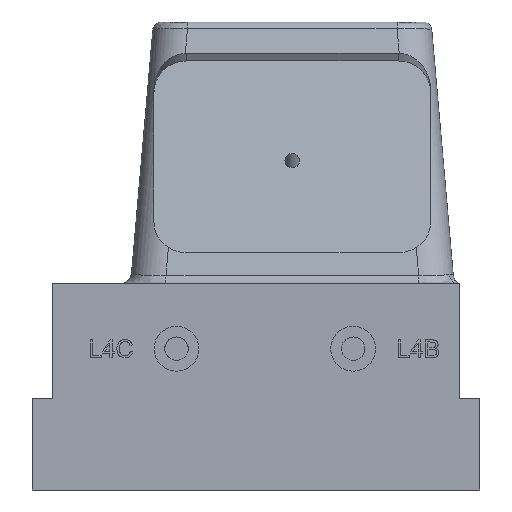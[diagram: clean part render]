
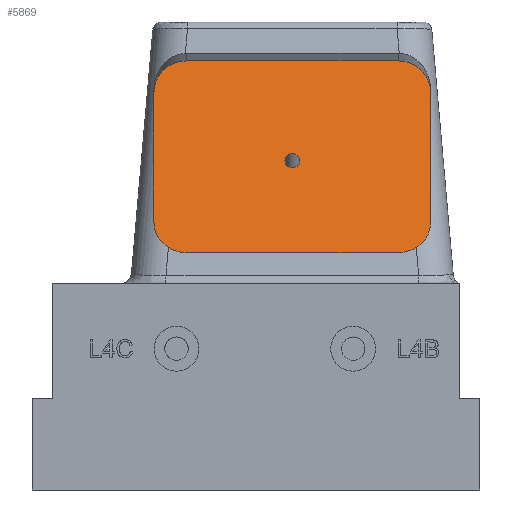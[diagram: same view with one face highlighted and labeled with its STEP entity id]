
A CAD part, front view. The second image highlights one B-rep face of the part: STEP entity #5869.
In plain terms, the highlighted planar face has unit normal (0, -0.966, 0.259).
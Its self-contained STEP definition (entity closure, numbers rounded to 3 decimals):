
#5869=ADVANCED_FACE('',(#7563,#7564),#6278,.F.);
#6278=PLANE('',#16104);
#6577=CIRCLE('',#16099,2.505);
#6578=CIRCLE('',#16100,11.);
#6579=CIRCLE('',#16101,11.);
#6580=CIRCLE('',#16102,11.);
#6581=CIRCLE('',#16103,11.);
#7563=FACE_BOUND('',#7994,.T.);
#7564=FACE_BOUND('',#7995,.T.);
#7994=EDGE_LOOP('',(#10293));
#7995=EDGE_LOOP('',(#10294,#10295,#10296,#10297,#10298,#10299,#10300,#10301));
#10293=ORIENTED_EDGE('',*,*,#13857,.T.);
#10294=ORIENTED_EDGE('',*,*,#13846,.F.);
#10295=ORIENTED_EDGE('',*,*,#13858,.T.);
#10296=ORIENTED_EDGE('',*,*,#13855,.F.);
#10297=ORIENTED_EDGE('',*,*,#13859,.T.);
#10298=ORIENTED_EDGE('',*,*,#13851,.F.);
#10299=ORIENTED_EDGE('',*,*,#13860,.T.);
#10300=ORIENTED_EDGE('',*,*,#13849,.F.);
#10301=ORIENTED_EDGE('',*,*,#13861,.T.);
#12452=VERTEX_POINT('',#34583);
#12453=VERTEX_POINT('',#34585);
#12454=VERTEX_POINT('',#34589);
#12455=VERTEX_POINT('',#34591);
#12456=VERTEX_POINT('',#34595);
#12457=VERTEX_POINT('',#34596);
#12458=VERTEX_POINT('',#34601);
#12459=VERTEX_POINT('',#34603);
#12460=VERTEX_POINT('',#34607);
#13846=EDGE_CURVE('',#12452,#12453,#14775,.T.);
#13849=EDGE_CURVE('',#12454,#12455,#14778,.T.);
#13851=EDGE_CURVE('',#12456,#12457,#14780,.T.);
#13855=EDGE_CURVE('',#12458,#12459,#14784,.T.);
#13857=EDGE_CURVE('',#12460,#12460,#6577,.T.);
#13858=EDGE_CURVE('',#12452,#12459,#6578,.T.);
#13859=EDGE_CURVE('',#12458,#12457,#6579,.T.);
#13860=EDGE_CURVE('',#12456,#12455,#6580,.T.);
#13861=EDGE_CURVE('',#12454,#12453,#6581,.T.);
#14775=LINE('',#34584,#15425);
#14778=LINE('',#34590,#15428);
#14780=LINE('',#34594,#15430);
#14784=LINE('',#34602,#15434);
#15425=VECTOR('',#17299,1.);
#15428=VECTOR('',#17304,1.);
#15430=VECTOR('',#17308,1.);
#15434=VECTOR('',#17314,1.);
#16099=AXIS2_PLACEMENT_3D('',#34606,#17318,#17319);
#16100=AXIS2_PLACEMENT_3D('',#34608,#17320,#17321);
#16101=AXIS2_PLACEMENT_3D('',#34609,#17322,#17323);
#16102=AXIS2_PLACEMENT_3D('',#34610,#17324,#17325);
#16103=AXIS2_PLACEMENT_3D('',#34611,#17326,#17327);
#16104=AXIS2_PLACEMENT_3D('',#34612,#17328,#17329);
#17299=DIRECTION('',(-1.,0.,0.));
#17304=DIRECTION('',(0.,0.259,0.966));
#17308=DIRECTION('',(1.,0.,0.));
#17314=DIRECTION('',(0.,-0.259,-0.966));
#17318=DIRECTION('',(0.,0.966,-0.259));
#17319=DIRECTION('',(1.,0.,0.));
#17320=DIRECTION('',(0.,-0.966,0.259));
#17321=DIRECTION('',(-1.,0.,0.));
#17322=DIRECTION('',(0.,-0.966,0.259));
#17323=DIRECTION('',(-1.,0.,0.));
#17324=DIRECTION('',(0.,-0.966,0.259));
#17325=DIRECTION('',(-1.,0.,0.));
#17326=DIRECTION('',(0.,-0.966,0.259));
#17327=DIRECTION('',(-1.,0.,0.));
#17328=DIRECTION('',(0.,0.966,-0.259));
#17329=DIRECTION('',(-1.,0.,0.));
#34583=CARTESIAN_POINT('',(35.33,-135.18,8.056));
#34584=CARTESIAN_POINT('',(46.33,-135.18,8.056));
#34585=CARTESIAN_POINT('',(-36.67,-135.18,8.056));
#34589=CARTESIAN_POINT('',(-47.67,-132.333,18.681));
#34590=CARTESIAN_POINT('',(-47.67,-135.18,8.056));
#34591=CARTESIAN_POINT('',(-47.67,-119.884,65.142));
#34594=CARTESIAN_POINT('',(-47.67,-117.037,75.768));
#34595=CARTESIAN_POINT('',(-36.67,-117.037,75.768));
#34596=CARTESIAN_POINT('',(35.33,-117.037,75.768));
#34601=CARTESIAN_POINT('',(46.33,-119.884,65.142));
#34602=CARTESIAN_POINT('',(46.33,-117.037,75.768));
#34603=CARTESIAN_POINT('',(46.33,-132.333,18.681));
#34606=CARTESIAN_POINT('',(-0.67,-126.109,41.912));
#34607=CARTESIAN_POINT('',(1.835,-126.109,41.912));
#34608=CARTESIAN_POINT('',(35.33,-132.333,18.681));
#34609=CARTESIAN_POINT('',(35.33,-119.884,65.142));
#34610=CARTESIAN_POINT('',(-36.67,-119.884,65.142));
#34611=CARTESIAN_POINT('',(-36.67,-132.333,18.681));
#34612=CARTESIAN_POINT('',(-47.67,-135.18,8.056));
